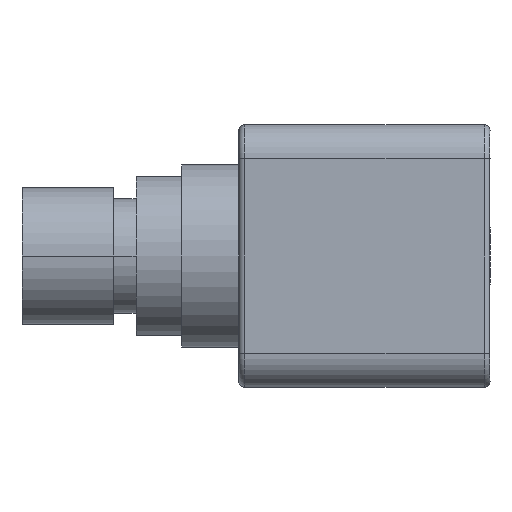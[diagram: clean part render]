
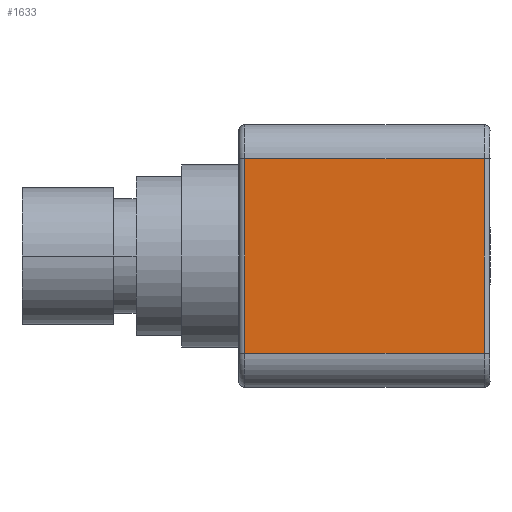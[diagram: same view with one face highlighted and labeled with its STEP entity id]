
A CAD part, left-side view. The second image highlights one B-rep face of the part: STEP entity #1633.
In plain terms, the highlighted planar face has unit normal (-1, 0, 0).
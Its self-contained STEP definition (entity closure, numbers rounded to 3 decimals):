
#713=DIRECTION('',(0.,0.,1.));
#714=VECTOR('',#713,17.);
#715=CARTESIAN_POINT('',(-51.,21.5,-8.5));
#716=LINE('',#715,#714);
#720=DIRECTION('',(0.,-1.,0.));
#721=VECTOR('',#720,21.);
#722=CARTESIAN_POINT('',(-51.,21.5,8.5));
#723=LINE('',#722,#721);
#727=DIRECTION('',(0.,0.,-1.));
#728=VECTOR('',#727,17.);
#729=CARTESIAN_POINT('',(-51.,0.5,8.5));
#730=LINE('',#729,#728);
#734=DIRECTION('',(0.,-1.,0.));
#735=VECTOR('',#734,21.);
#736=CARTESIAN_POINT('',(-51.,21.5,-8.5));
#737=LINE('',#736,#735);
#931=CARTESIAN_POINT('',(-51.,21.5,-8.5));
#932=VERTEX_POINT('',#931);
#935=CARTESIAN_POINT('',(-51.,21.5,8.5));
#936=VERTEX_POINT('',#935);
#955=CARTESIAN_POINT('',(-51.,0.5,8.5));
#956=VERTEX_POINT('',#955);
#959=CARTESIAN_POINT('',(-51.,0.5,-8.5));
#960=VERTEX_POINT('',#959);
#1620=CARTESIAN_POINT('',(-51.,0.,-11.5));
#1621=DIRECTION('',(-1.,0.,0.));
#1622=DIRECTION('',(0.,0.,1.));
#1623=AXIS2_PLACEMENT_3D('',#1620,#1621,#1622);
#1624=PLANE('',#1623);
#1625=ORIENTED_EDGE('',*,*,#1502,.T.);
#1627=ORIENTED_EDGE('',*,*,#1626,.T.);
#1629=ORIENTED_EDGE('',*,*,#1628,.T.);
#1630=ORIENTED_EDGE('',*,*,#1612,.F.);
#1631=EDGE_LOOP('',(#1625,#1627,#1629,#1630));
#1632=FACE_OUTER_BOUND('',#1631,.F.);
#1633=ADVANCED_FACE('',(#1632),#1624,.T.);
#1502=EDGE_CURVE('',#932,#936,#716,.T.);
#1612=EDGE_CURVE('',#932,#960,#737,.T.);
#1626=EDGE_CURVE('',#936,#956,#723,.T.);
#1628=EDGE_CURVE('',#956,#960,#730,.T.);
